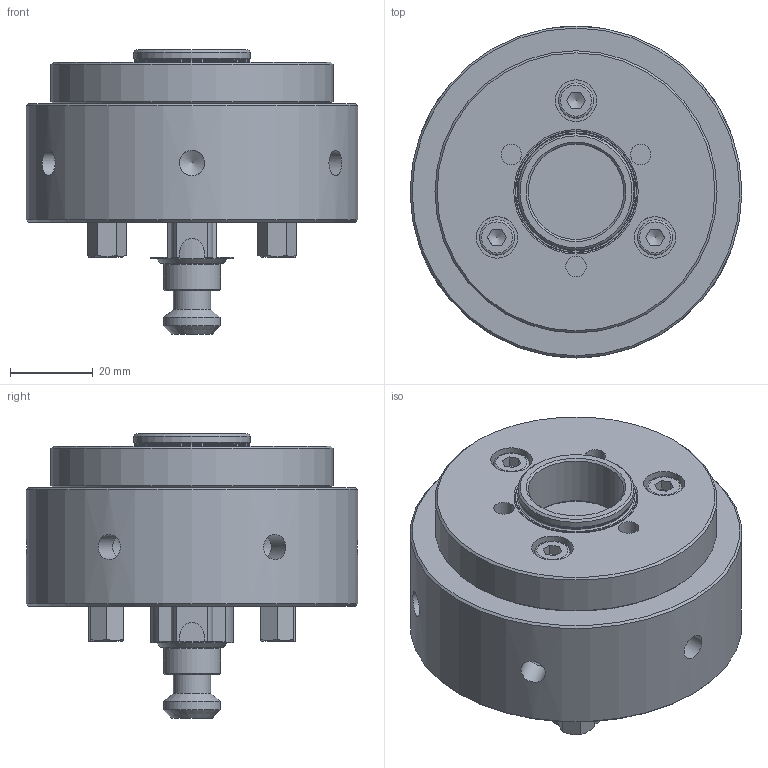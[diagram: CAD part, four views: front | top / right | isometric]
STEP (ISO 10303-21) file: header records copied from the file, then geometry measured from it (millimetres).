
FILE_DESCRIPTION(/* description */ ('Grundkörper PrisFIX5000'),/* implementation_level */ '2;1');
FILE_NAME(/* name */ 'DBF160_98-03 Aufnahme Hirschmann PrisFIX5000.iam.stp',/* time_stamp */ '2022-01-27T15:16:34+01:00',/* author */ ('D. Pustolla'),/* organization */ (''),/* preprocessor_version */ 'ST-DEVELOPER v15.2',/* originating_system */ 'Autodesk Inventor 2014',/* authorisation */ '');
FILE_SCHEMA (('AUTOMOTIVE_DESIGN { 1 0 10303 214 3 1 1 }'));
Length unit declared in the file: millimetre
Products named in the file (9): DBFxx_98-03-10 Grundkörper PrisFIX5000; HPF5000-11 Aufnahme; HPF5000-10 Sechskant; H5.611R Spannzapfen; H5.611.1R Zentrierhülse; DBFxx_98-03-00 Aufnahme Hirschmann PrisFIX5000; DBF160_98-17 Adapter Nullpunktspannsystem; ISO 4762 - M5 x 16DIN EN ISO; DBF160_98-03 Aufnahme Hirschmann PrisFIX5000
Bounding box: 80 x 80 x 68.5 mm (x, y, z)
Volume: 178272.5 mm3; surface area: 39947 mm2
Topology: 15 solids, 15 shells, 257 faces, 568 edges, 362 vertices
Faces by surface type: plane 124, cylinder 71, cone 53, torus 9
Full cylindrical faces by diameter (mm): 2.5 x1, 3 x1, 4.134 x11, 4.75 x1, 4.9 x4, 4.917 x3, 4.95 x4, 5 x7, 5.5 x3, 6.1 x6, 8.5 x3, 9 x1, 10 x3, 10.647 x1, 11.35 x1, 11.4 x1, 13.75 x2, 20 x1, 23 x1, 27.6 x1, 28 x1, 68 x1, 80 x1
Entity records: 4073 total; most frequent: CARTESIAN_POINT 863, DIRECTION 680, ORIENTED_EDGE 438, AXIS2_PLACEMENT_3D 306, EDGE_LOOP 286, EDGE_CURVE 219, VERTEX_POINT 189, ADVANCED_FACE 155
